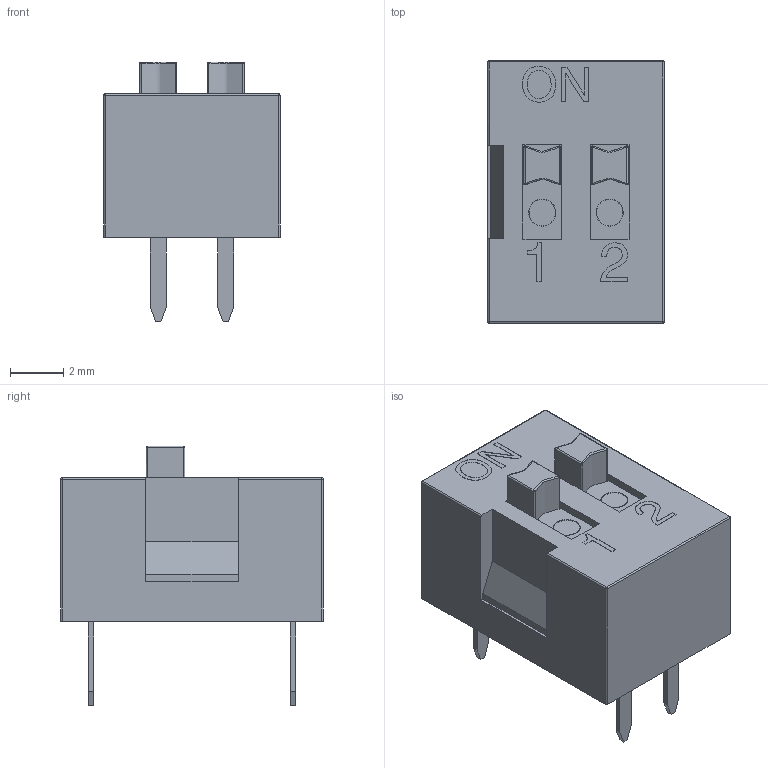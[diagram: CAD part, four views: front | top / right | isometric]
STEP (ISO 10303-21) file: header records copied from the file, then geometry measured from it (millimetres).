
FILE_DESCRIPTION(('Open CASCADE Model'),'2;1');
FILE_NAME('Open CASCADE Shape Model','2025-12-29T15:40:29',('Author'),( 'Open CASCADE'),'Open CASCADE STEP processor 7.8','Open CASCADE 7.8' ,'Unknown');
FILE_SCHEMA(('AUTOMOTIVE_DESIGN { 1 0 10303 214 1 1 1 1 }'));
Length unit declared in the file: millimetre
Products named in the file (1): COMPOUND
Bounding box: 6.64 x 9.9 x 9.8 mm (x, y, z)
Volume: 327 mm3; surface area: 389.6 mm2
Topology: 15 solids, 15 shells, 451 faces, 1158 edges, 756 vertices
Faces by surface type: bspline 451
Entity records: 18110 total; most frequent: CARTESIAN_POINT 8089, ORIENTED_EDGE 2308, EDGE_CURVE 1154, B_SPLINE_CURVE_WITH_KNOTS 1088, VERTEX_POINT 756, FACE_BOUND 486, EDGE_LOOP 486, ADVANCED_FACE 451
